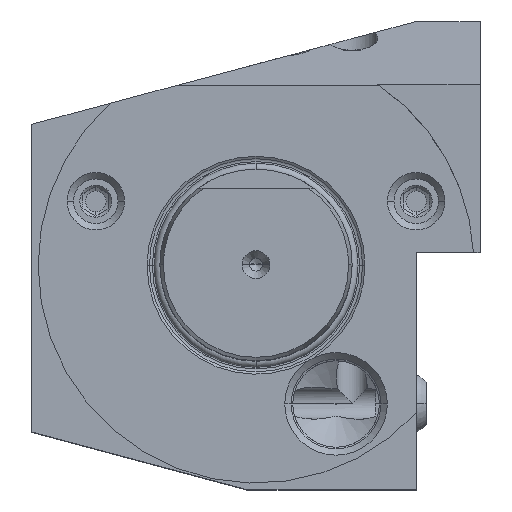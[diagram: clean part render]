
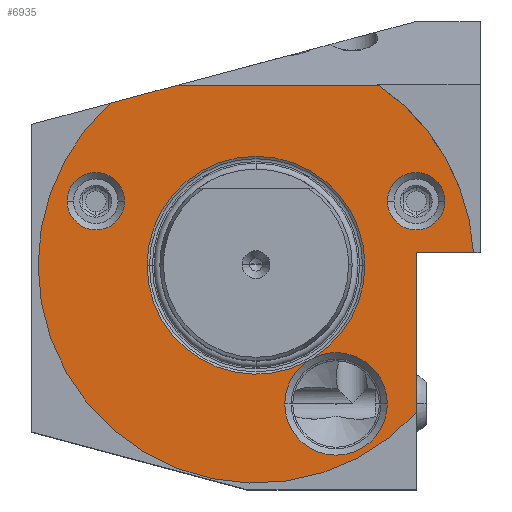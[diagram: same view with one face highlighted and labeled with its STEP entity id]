
A CAD part, top view. The second image highlights one B-rep face of the part: STEP entity #6935.
In plain terms, the highlighted planar face has unit normal (0, 0, 1).
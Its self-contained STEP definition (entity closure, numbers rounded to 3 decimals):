
#227=CARTESIAN_POINT('',(0,0,-55));
#228=DIRECTION('',(0,0,1));
#229=DIRECTION('',(0.998,0.059,0));
#230=AXIS2_PLACEMENT_3D('',#227,#228,#229);
#232=DIRECTION('',(1,0,0));
#233=VECTOR('',#232,8.941);
#234=CARTESIAN_POINT('',(25,2,-55));
#235=LINE('',#234,#233);
#236=DIRECTION('',(0,1,0));
#237=VECTOR('',#236,25.043);
#238=CARTESIAN_POINT('',(25,-23.043,-55));
#239=LINE('',#238,#237);
#240=CARTESIAN_POINT('',(0,0,-55));
#241=DIRECTION('',(0,0,1));
#242=DIRECTION('',(-1,0,0));
#243=AXIS2_PLACEMENT_3D('',#240,#241,#242);
#245=CARTESIAN_POINT('',(0,0,-55));
#246=DIRECTION('',(0,0,1));
#247=DIRECTION('',(-0.668,0.744,0));
#248=AXIS2_PLACEMENT_3D('',#245,#246,#247);
#250=DIRECTION('',(-0.966,-0.259,0));
#251=VECTOR('',#250,10.475);
#252=CARTESIAN_POINT('',(-12.608,28,-55));
#253=LINE('',#252,#251);
#254=DIRECTION('',(1,0,0));
#255=VECTOR('',#254,31.895);
#256=CARTESIAN_POINT('',(-12.608,28,-55));
#257=LINE('',#256,#255);
#258=CARTESIAN_POINT('',(-25,10,-55));
#259=DIRECTION('',(0,0,-1));
#260=DIRECTION('',(1,0,0));
#261=AXIS2_PLACEMENT_3D('',#258,#259,#260);
#263=CARTESIAN_POINT('',(-25,10,-55));
#264=DIRECTION('',(0,0,-1));
#265=DIRECTION('',(-1,0,0));
#266=AXIS2_PLACEMENT_3D('',#263,#264,#265);
#268=CARTESIAN_POINT('',(25,10,-55));
#269=DIRECTION('',(0,0,-1));
#270=DIRECTION('',(1,0,0));
#271=AXIS2_PLACEMENT_3D('',#268,#269,#270);
#273=CARTESIAN_POINT('',(25,10,-55));
#274=DIRECTION('',(0,0,-1));
#275=DIRECTION('',(-1,0,0));
#276=AXIS2_PLACEMENT_3D('',#273,#274,#275);
#278=CARTESIAN_POINT('',(0,0,-55));
#279=DIRECTION('',(0,0,-1));
#280=DIRECTION('',(1,0,0));
#281=AXIS2_PLACEMENT_3D('',#278,#279,#280);
#283=CARTESIAN_POINT('',(0,0,-55));
#284=DIRECTION('',(0,0,-1));
#285=DIRECTION('',(-1,0,0));
#286=AXIS2_PLACEMENT_3D('',#283,#284,#285);
#288=CARTESIAN_POINT('',(0,0,-55));
#289=DIRECTION('',(0,0,-1));
#290=DIRECTION('',(0.476,-0.879,0));
#291=AXIS2_PLACEMENT_3D('',#288,#289,#290);
#293=CARTESIAN_POINT('',(12.49,-21.633,-55));
#294=DIRECTION('',(0,0,-1));
#295=DIRECTION('',(-1,0,0));
#296=AXIS2_PLACEMENT_3D('',#293,#294,#295);
#298=CARTESIAN_POINT('',(12.49,-21.633,-55));
#299=DIRECTION('',(0,0,-1));
#300=DIRECTION('',(1,0,0));
#301=AXIS2_PLACEMENT_3D('',#298,#299,#300);
#303=CARTESIAN_POINT('',(12.49,-21.633,-55));
#304=DIRECTION('',(0,0,-1));
#305=DIRECTION('',(-0.449,0.894,0));
#306=AXIS2_PLACEMENT_3D('',#303,#304,#305);
#6037=CARTESIAN_POINT('',(25,2,-55));
#6038=CARTESIAN_POINT('',(33.941,2,-55));
#6039=VERTEX_POINT('',#6037);
#6040=VERTEX_POINT('',#6038);
#6053=CARTESIAN_POINT('',(20.525,10,-55));
#6054=CARTESIAN_POINT('',(29.475,10,-55));
#6055=VERTEX_POINT('',#6053);
#6056=VERTEX_POINT('',#6054);
#6068=CARTESIAN_POINT('',(8.901,-14.484,-55));
#6069=CARTESIAN_POINT('',(20.49,-21.633,-55));
#6070=VERTEX_POINT('',#6068);
#6071=VERTEX_POINT('',#6069);
#6117=CARTESIAN_POINT('',(-17,0,-55));
#6118=CARTESIAN_POINT('',(17,0,-55));
#6119=VERTEX_POINT('',#6117);
#6120=VERTEX_POINT('',#6118);
#6121=CARTESIAN_POINT('',(-22.726,25.289,-55));
#6122=VERTEX_POINT('',#6121);
#6123=CARTESIAN_POINT('',(4.49,-21.633,-55));
#6124=CARTESIAN_POINT('',(8.093,-14.95,-55));
#6125=VERTEX_POINT('',#6123);
#6126=VERTEX_POINT('',#6124);
#6153=CARTESIAN_POINT('',(-12.608,28,-55));
#6154=CARTESIAN_POINT('',(19.287,28,-55));
#6155=VERTEX_POINT('',#6153);
#6156=VERTEX_POINT('',#6154);
#6157=CARTESIAN_POINT('',(25,-23.043,-55));
#6158=VERTEX_POINT('',#6157);
#6159=CARTESIAN_POINT('',(-29.475,10,-55));
#6160=CARTESIAN_POINT('',(-20.525,10,-55));
#6161=VERTEX_POINT('',#6159);
#6162=VERTEX_POINT('',#6160);
#6175=CARTESIAN_POINT('',(-34,0,-55));
#6176=VERTEX_POINT('',#6175);
#6890=CARTESIAN_POINT('',(0,17,-55));
#6891=DIRECTION('',(0,0,-1));
#6892=DIRECTION('',(-1,0,0));
#6893=AXIS2_PLACEMENT_3D('',#6890,#6891,#6892);
#6894=PLANE('',#6893);
#6896=ORIENTED_EDGE('',*,*,#6895,.F.);
#6898=ORIENTED_EDGE('',*,*,#6897,.F.);
#6900=ORIENTED_EDGE('',*,*,#6899,.F.);
#6902=ORIENTED_EDGE('',*,*,#6901,.F.);
#6904=ORIENTED_EDGE('',*,*,#6903,.F.);
#6906=ORIENTED_EDGE('',*,*,#6905,.F.);
#6908=ORIENTED_EDGE('',*,*,#6907,.T.);
#6909=EDGE_LOOP('',(#6896,#6898,#6900,#6902,#6904,#6906,#6908));
#6910=FACE_OUTER_BOUND('',#6909,.F.);
#6911=ORIENTED_EDGE('',*,*,#6870,.F.);
#6912=ORIENTED_EDGE('',*,*,#6883,.F.);
#6913=EDGE_LOOP('',(#6911,#6912));
#6914=FACE_BOUND('',#6913,.F.);
#6916=ORIENTED_EDGE('',*,*,#6915,.F.);
#6918=ORIENTED_EDGE('',*,*,#6917,.F.);
#6919=EDGE_LOOP('',(#6916,#6918));
#6920=FACE_BOUND('',#6919,.F.);
#6922=ORIENTED_EDGE('',*,*,#6921,.F.);
#6924=ORIENTED_EDGE('',*,*,#6923,.F.);
#6926=ORIENTED_EDGE('',*,*,#6925,.F.);
#6928=ORIENTED_EDGE('',*,*,#6927,.F.);
#6930=ORIENTED_EDGE('',*,*,#6929,.F.);
#6932=ORIENTED_EDGE('',*,*,#6931,.F.);
#6933=EDGE_LOOP('',(#6922,#6924,#6926,#6928,#6930,#6932));
#6934=FACE_BOUND('',#6933,.F.);
#6935=ADVANCED_FACE('',(#6910,#6914,#6920,#6934),#6894,.F.);
#231=CIRCLE('',#230,34);
#244=CIRCLE('',#243,34);
#249=CIRCLE('',#248,34);
#262=CIRCLE('',#261,4.475);
#267=CIRCLE('',#266,4.475);
#272=CIRCLE('',#271,4.475);
#277=CIRCLE('',#276,4.475);
#282=CIRCLE('',#281,17);
#287=CIRCLE('',#286,17);
#292=CIRCLE('',#291,17);
#297=CIRCLE('',#296,8);
#302=CIRCLE('',#301,8);
#307=CIRCLE('',#306,8);
#6870=EDGE_CURVE('',#6162,#6161,#262,.T.);
#6883=EDGE_CURVE('',#6161,#6162,#267,.T.);
#6895=EDGE_CURVE('',#6040,#6156,#231,.T.);
#6897=EDGE_CURVE('',#6039,#6040,#235,.T.);
#6899=EDGE_CURVE('',#6158,#6039,#239,.T.);
#6901=EDGE_CURVE('',#6176,#6158,#244,.T.);
#6903=EDGE_CURVE('',#6122,#6176,#249,.T.);
#6905=EDGE_CURVE('',#6155,#6122,#253,.T.);
#6907=EDGE_CURVE('',#6155,#6156,#257,.T.);
#6915=EDGE_CURVE('',#6056,#6055,#272,.T.);
#6917=EDGE_CURVE('',#6055,#6056,#277,.T.);
#6921=EDGE_CURVE('',#6120,#6070,#282,.T.);
#6923=EDGE_CURVE('',#6119,#6120,#287,.T.);
#6925=EDGE_CURVE('',#6126,#6119,#292,.T.);
#6927=EDGE_CURVE('',#6125,#6126,#297,.T.);
#6929=EDGE_CURVE('',#6071,#6125,#302,.T.);
#6931=EDGE_CURVE('',#6070,#6071,#307,.T.);
